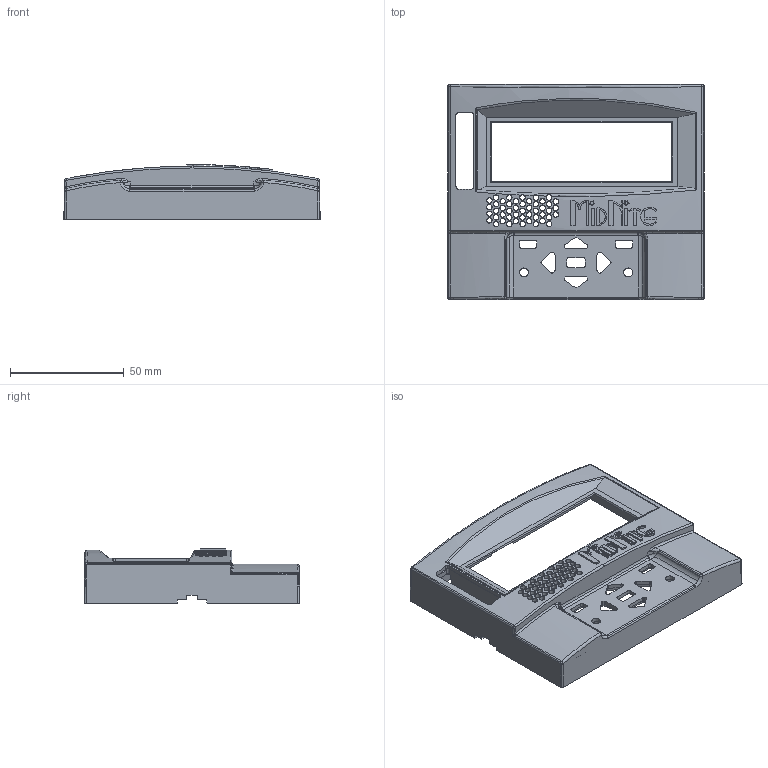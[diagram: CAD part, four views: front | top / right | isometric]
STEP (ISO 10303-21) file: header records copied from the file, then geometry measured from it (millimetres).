
FILE_DESCRIPTION((''),'2;1');
FILE_NAME('displathousing spkrtall.stp','2008-07-27T07:46:31',('Robin'),(''),'Autodesk Inventor 9','Autodesk Inventor 9','');
FILE_SCHEMA(('AUTOMOTIVE_DESIGN { 1 0 10303 214 1 1 1 1 }'));
Length unit declared in the file: inch
Products named in the file (1): displathousing spkrtall
Bounding box: 112.88 x 95.1 x 24.09 mm (x, y, z)
Volume: 27448.2 mm3; surface area: 35160.4 mm2
Topology: 1 solids, 1 shells, 866 faces, 2451 edges, 1604 vertices
Faces by surface type: plane 349, cylinder 229, cone 224, bspline 56, sphere 6, torus 2
Entity records: 34877 total; most frequent: CARTESIAN_POINT 12688, ORIENTED_EDGE 4868, DIRECTION 4335, EDGE_CURVE 2434, VERTEX_POINT 1601, AXIS2_PLACEMENT_3D 1600, VECTOR 1135, LINE 1135
